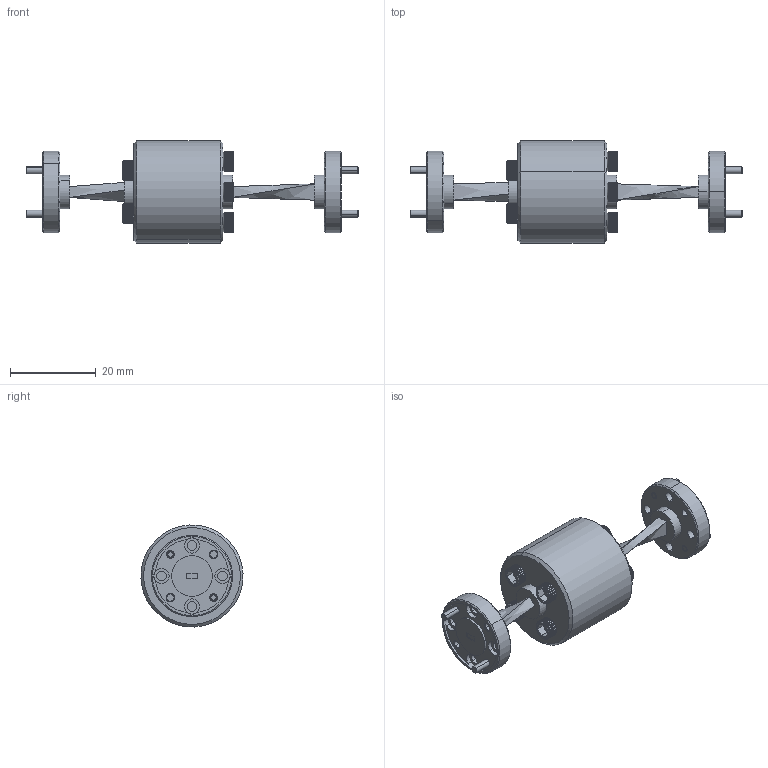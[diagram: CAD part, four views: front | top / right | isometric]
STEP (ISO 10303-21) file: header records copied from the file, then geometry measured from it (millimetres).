
FILE_DESCRIPTION (( 'STEP AP203' ), '1' );
FILE_NAME ('STF-10-91, Anti-Cocking.STEP', '2021-07-28T01:14:24', ( '' ), ( '' ), 'SwSTEP 2.0', 'SolidWorks 2021', '' );
FILE_SCHEMA (( 'CONFIG_CONTROL_DESIGN' ));
Length unit declared in the file: inch
Products named in the file (1): STF-10-91, Anti-Cocking
Bounding box: 77.6 x 23.84 x 23.84 mm (x, y, z)
Volume: 12157.1 mm3; surface area: 5555.3 mm2
Topology: 5 solids, 5 shells, 1317 faces, 3716 edges, 2441 vertices
Faces by surface type: plane 841, cylinder 385, cone 67, torus 16, bspline 8
Entity records: 44584 total; most frequent: CARTESIAN_POINT 12750, ORIENTED_EDGE 7432, DIRECTION 5607, EDGE_CURVE 3716, VERTEX_POINT 2441, AXIS2_PLACEMENT_3D 2108, B_SPLINE_CURVE_WITH_KNOTS 1463, VECTOR 1391
